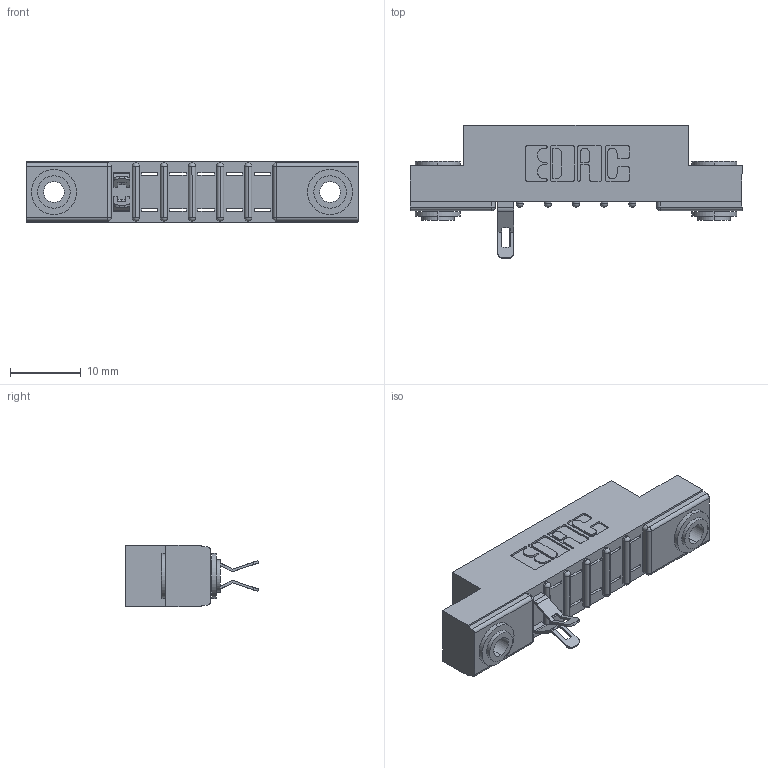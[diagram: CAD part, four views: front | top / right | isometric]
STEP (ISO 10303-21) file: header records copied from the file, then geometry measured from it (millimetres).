
FILE_DESCRIPTION (( 'STEP AP203' ), '1' );
FILE_NAME ('357-012-555-203.STEP', '2018-08-07T22:13:17', ( '' ), ( '' ), 'SwSTEP 2.0', 'SolidWorks 2016', '' );
FILE_SCHEMA (( 'CONFIG_CONTROL_DESIGN' ));
Length unit declared in the file: inch
Products named in the file (4): 307-290-001_555; 345-250-002_345-250-002-102; 357-012-555-203; 307 Part_.156 Dia Mounting Holes
Assembly tree (5 placements, depth 2):
  357-012-555-203
    307 Part_.156 Dia Mounting Holes
    307-290-001_555  x2
    345-250-002_345-250-002-102  x2
Bounding box: 46.79 x 18.75 x 8.71 mm (x, y, z)
Volume: 2939.9 mm3; surface area: 3873.9 mm2
Topology: 5 solids, 5 shells, 399 faces, 1117 edges, 718 vertices
Faces by surface type: plane 222, cylinder 155, sphere 14, cone 8
Entity records: 11056 total; most frequent: CARTESIAN_POINT 1849, DIRECTION 1838, ORIENTED_EDGE 1832, EDGE_CURVE 916, VECTOR 668, LINE 668, VERTEX_POINT 596, AXIS2_PLACEMENT_3D 585
